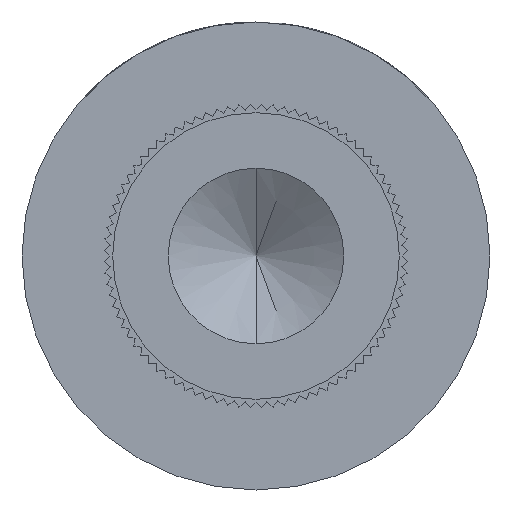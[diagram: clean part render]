
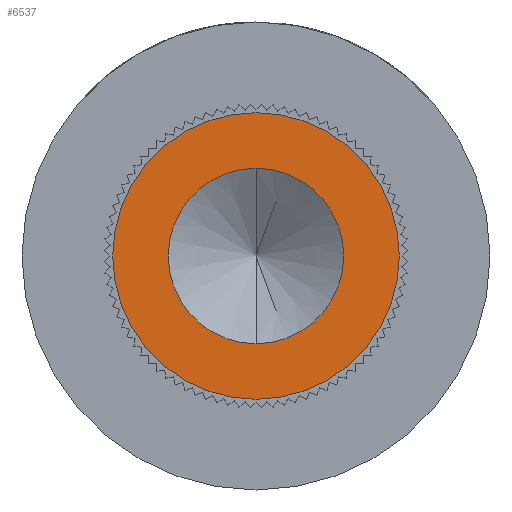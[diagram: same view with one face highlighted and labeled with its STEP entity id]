
A CAD part, front view. The second image highlights one B-rep face of the part: STEP entity #6537.
In plain terms, the highlighted planar face has unit normal (0, -1, 0).
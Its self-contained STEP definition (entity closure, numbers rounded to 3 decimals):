
#438 = DIRECTION ( 'NONE',  ( 0., 0., -1. ) ) ;
#972 = DIRECTION ( 'NONE',  ( 0., 1., 0. ) ) ;
#1305 = ORIENTED_EDGE ( 'NONE', *, *, #2191, .F. ) ;
#1319 = ORIENTED_EDGE ( 'NONE', *, *, #1581, .T. ) ;
#1354 = CIRCLE ( 'NONE', #2135, 1.225 ) ;
#1581 = EDGE_CURVE ( 'NONE', #6884, #7789, #7720, .T. ) ;
#2087 = VERTEX_POINT ( 'NONE', #3855 ) ;
#2135 = AXIS2_PLACEMENT_3D ( 'NONE', #2498, #8368, #4469 ) ;
#2191 = EDGE_CURVE ( 'NONE', #2087, #4309, #6958, .T. ) ;
#2452 = DIRECTION ( 'NONE',  ( 0., 0., 1. ) ) ;
#2498 = CARTESIAN_POINT ( 'NONE',  ( 0., -18., 0. ) ) ;
#2510 = AXIS2_PLACEMENT_3D ( 'NONE', #6177, #5507, #6065 ) ;
#2861 = CARTESIAN_POINT ( 'NONE',  ( 0., -18., 0. ) ) ;
#3167 = FACE_OUTER_BOUND ( 'NONE', #4173, .T. ) ;
#3170 = PLANE ( 'NONE',  #3806 ) ;
#3406 = AXIS2_PLACEMENT_3D ( 'NONE', #5052, #5701, #2452 ) ;
#3669 = ORIENTED_EDGE ( 'NONE', *, *, #5628, .F. ) ;
#3778 = AXIS2_PLACEMENT_3D ( 'NONE', #2861, #972, #7350 ) ;
#3806 = AXIS2_PLACEMENT_3D ( 'NONE', #5678, #4354, #438 ) ;
#3855 = CARTESIAN_POINT ( 'NONE',  ( 0., -18., 1.225 ) ) ;
#4173 = EDGE_LOOP ( 'NONE', ( #1305, #3669 ) ) ;
#4309 = VERTEX_POINT ( 'NONE', #4371 ) ;
#4354 = DIRECTION ( 'NONE',  ( 0., -1., 0. ) ) ;
#4371 = CARTESIAN_POINT ( 'NONE',  ( 0., -18., -1.225 ) ) ;
#4469 = DIRECTION ( 'NONE',  ( 0., 0., 1. ) ) ;
#5052 = CARTESIAN_POINT ( 'NONE',  ( 0., -18., 0. ) ) ;
#5507 = DIRECTION ( 'NONE',  ( 0., 1., 0. ) ) ;
#5628 = EDGE_CURVE ( 'NONE', #4309, #2087, #1354, .T. ) ;
#5678 = CARTESIAN_POINT ( 'NONE',  ( -1.225, -18., 0. ) ) ;
#5701 = DIRECTION ( 'NONE',  ( 0., 1., 0. ) ) ;
#5775 = CARTESIAN_POINT ( 'NONE',  ( 0., -18., -0.75 ) ) ;
#5843 = ORIENTED_EDGE ( 'NONE', *, *, #6720, .T. ) ;
#6061 = EDGE_LOOP ( 'NONE', ( #5843, #1319 ) ) ;
#6065 = DIRECTION ( 'NONE',  ( 0., 0., 1. ) ) ;
#6177 = CARTESIAN_POINT ( 'NONE',  ( 0., -18., 0. ) ) ;
#6537 = ADVANCED_FACE ( 'NONE', ( #3167, #6924 ), #3170, .T. ) ;
#6720 = EDGE_CURVE ( 'NONE', #7789, #6884, #7027, .T. ) ;
#6884 = VERTEX_POINT ( 'NONE', #5775 ) ;
#6924 = FACE_BOUND ( 'NONE', #6061, .T. ) ;
#6958 = CIRCLE ( 'NONE', #3778, 1.225 ) ;
#7027 = CIRCLE ( 'NONE', #2510, 0.75 ) ;
#7350 = DIRECTION ( 'NONE',  ( 0., 0., 1. ) ) ;
#7720 = CIRCLE ( 'NONE', #3406, 0.75 ) ;
#7789 = VERTEX_POINT ( 'NONE', #8243 ) ;
#8243 = CARTESIAN_POINT ( 'NONE',  ( 0., -18., 0.75 ) ) ;
#8368 = DIRECTION ( 'NONE',  ( 0., 1., 0. ) ) ;
